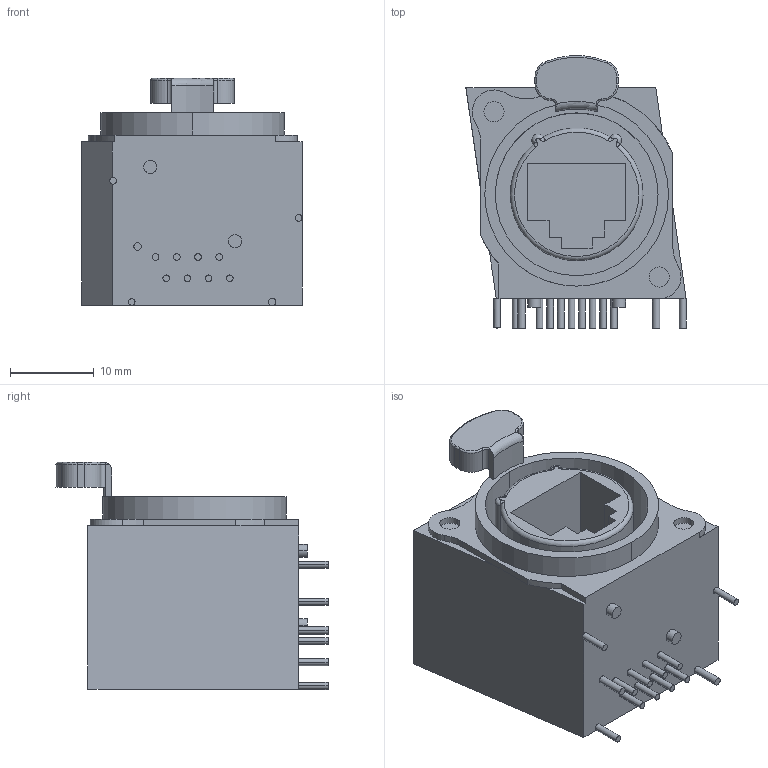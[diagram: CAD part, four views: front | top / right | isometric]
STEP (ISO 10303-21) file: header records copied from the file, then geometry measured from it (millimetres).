
FILE_DESCRIPTION((''),'2;1');
FILE_NAME('D-NE8FBH-S','2012-01-31T',('phk'),(''),'PRO/ENGINEER BY PARAMETRIC TECHNOLOGY CORPORATION, 2011080','PRO/ENGINEER BY PARAMETRIC TECHNOLOGY CORPORATION, 2011080','');
FILE_SCHEMA(('AUTOMOTIVE_DESIGN_CC2 { 1 2 10303 214 -1 1 5 2 }'));
Length unit declared in the file: millimetre
Products named in the file (1): D-NE8FBH-S
Bounding box: 26.36 x 32.58 x 27.23 mm (x, y, z)
Volume: 10302.3 mm3; surface area: 5666.6 mm2
Topology: 1 solids, 1 shells, 134 faces, 318 edges, 199 vertices
Faces by surface type: cylinder 62, plane 56, torus 10, bspline 6
Entity records: 4185 total; most frequent: CARTESIAN_POINT 785, DIRECTION 720, ORIENTED_EDGE 624, EDGE_CURVE 312, AXIS2_PLACEMENT_3D 286, COLOUR_RGB 212, VERTEX_POINT 198, CIRCLE 158
